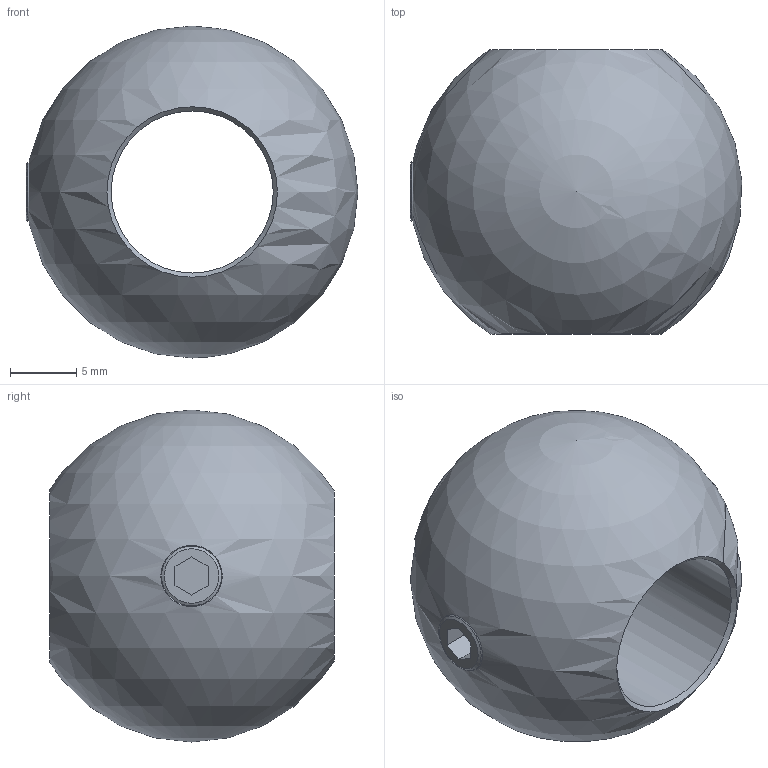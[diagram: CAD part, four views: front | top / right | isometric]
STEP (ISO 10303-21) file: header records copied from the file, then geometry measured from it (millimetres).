
FILE_DESCRIPTION (( 'STEP AP203' ), '1' );
FILE_NAME ('51025-240D-M-MS.STEP', '2021-12-10T07:58:52', ( '' ), ( '' ), 'SwSTEP 2.0', 'SolidWorks 2018', '' );
FILE_SCHEMA (( 'CONFIG_CONTROL_DESIGN' ));
Length unit declared in the file: millimetre
Products named in the file (5): socket set screw flat point_din_DIN 913 - M5 x 5-S; socket set screw flat point_din; 51025-240D-M-MS Teil1; 51025-240D-M-MS Teil1_51025-240D-M-MS Teil1; 51025-240D-M-MS
Assembly tree (2 placements, depth 2):
  socket set screw flat point_din
  51025-240D-M-MS Teil1
  51025-240D-M-MS
    51025-240D-M-MS Teil1_51025-240D-M-MS Teil1
    socket set screw flat point_din_DIN 913 - M5 x 5-S
Bounding box: 24.97 x 21.39 x 25 mm (x, y, z)
Volume: 5416 mm3; surface area: 2732.6 mm2
Topology: 2 solids, 2 shells, 366 faces, 981 edges, 649 vertices
Faces by surface type: plane 174, bspline 136, cylinder 38, cone 17, sphere 1
Full cylindrical faces by diameter (mm): 4.2 x1, 5 x5, 12.2 x1
Entity records: 16896 total; most frequent: CARTESIAN_POINT 8382, ORIENTED_EDGE 1896, DIRECTION 1263, EDGE_CURVE 948, VERTEX_POINT 641, LINE 439, VECTOR 439, EDGE_LOOP 425
